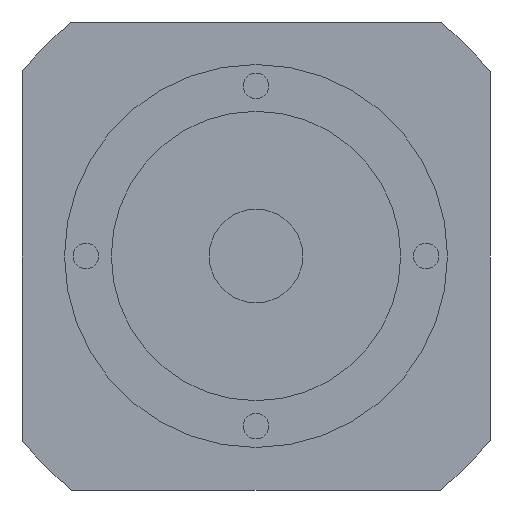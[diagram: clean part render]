
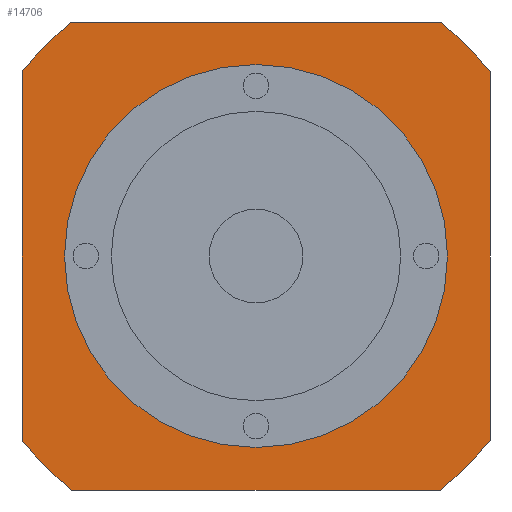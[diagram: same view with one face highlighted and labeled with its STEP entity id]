
A CAD part, front view. The second image highlights one B-rep face of the part: STEP entity #14706.
In plain terms, the highlighted planar face has unit normal (0, -1, 0).
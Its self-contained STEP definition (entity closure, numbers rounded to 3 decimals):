
#16 = EDGE_CURVE ( 'NONE', #1770, #3454, #11318, .T. ) ;
#44 = EDGE_CURVE ( 'NONE', #7526, #15467, #5120, .T. ) ;
#236 = PLANE ( 'NONE',  #6792 ) ;
#450 = AXIS2_PLACEMENT_3D ( 'NONE', #5520, #6634, #14930 ) ;
#744 = VERTEX_POINT ( 'NONE', #7772 ) ;
#1252 = CARTESIAN_POINT ( 'NONE',  ( -43.301, 140., -55. ) ) ;
#1259 = CARTESIAN_POINT ( 'NONE',  ( 0., 140., 0. ) ) ;
#1443 = EDGE_CURVE ( 'NONE', #14881, #4269, #4852, .T. ) ;
#1589 = FACE_OUTER_BOUND ( 'NONE', #6755, .T. ) ;
#1770 = VERTEX_POINT ( 'NONE', #3336 ) ;
#2119 = DIRECTION ( 'NONE',  ( 0., -1., 0. ) ) ;
#2549 = CARTESIAN_POINT ( 'NONE',  ( 0., 140., 45. ) ) ;
#2692 = ORIENTED_EDGE ( 'NONE', *, *, #6798, .F. ) ;
#2774 = FACE_BOUND ( 'NONE', #4905, .T. ) ;
#3336 = CARTESIAN_POINT ( 'NONE',  ( 0., 140., -45. ) ) ;
#3431 = CARTESIAN_POINT ( 'NONE',  ( 55., 140., 55. ) ) ;
#3454 = VERTEX_POINT ( 'NONE', #2549 ) ;
#3560 = DIRECTION ( 'NONE',  ( 0., 1., 0. ) ) ;
#3953 = ORIENTED_EDGE ( 'NONE', *, *, #4292, .F. ) ;
#4011 = CARTESIAN_POINT ( 'NONE',  ( -55., 140., -55. ) ) ;
#4269 = VERTEX_POINT ( 'NONE', #8155 ) ;
#4292 = EDGE_CURVE ( 'NONE', #4766, #8262, #12163, .T. ) ;
#4604 = LINE ( 'NONE', #5552, #14600 ) ;
#4708 = ORIENTED_EDGE ( 'NONE', *, *, #16, .F. ) ;
#4766 = VERTEX_POINT ( 'NONE', #15594 ) ;
#4852 = LINE ( 'NONE', #3431, #8545 ) ;
#4905 = EDGE_LOOP ( 'NONE', ( #4708, #8230 ) ) ;
#4994 = CIRCLE ( 'NONE', #10784, 70. ) ;
#5062 = CARTESIAN_POINT ( 'NONE',  ( 0., 140., 0. ) ) ;
#5120 = LINE ( 'NONE', #4011, #11817 ) ;
#5170 = LINE ( 'NONE', #12220, #11825 ) ;
#5222 = ORIENTED_EDGE ( 'NONE', *, *, #44, .F. ) ;
#5244 = CIRCLE ( 'NONE', #450, 45. ) ;
#5351 = DIRECTION ( 'NONE',  ( -1., 0., 0. ) ) ;
#5502 = EDGE_CURVE ( 'NONE', #15467, #744, #8333, .T. ) ;
#5520 = CARTESIAN_POINT ( 'NONE',  ( 0., 140., 0. ) ) ;
#5552 = CARTESIAN_POINT ( 'NONE',  ( -55., 140., 55. ) ) ;
#6280 = CARTESIAN_POINT ( 'NONE',  ( 43.301, 140., 55. ) ) ;
#6463 = DIRECTION ( 'NONE',  ( 0., 0., -1. ) ) ;
#6591 = CARTESIAN_POINT ( 'NONE',  ( 0., 140., 0. ) ) ;
#6618 = EDGE_CURVE ( 'NONE', #8262, #7620, #5170, .T. ) ;
#6634 = DIRECTION ( 'NONE',  ( 0., -1., 0. ) ) ;
#6755 = EDGE_LOOP ( 'NONE', ( #5222, #2692, #8736, #14772, #10365, #3953, #10251, #12518 ) ) ;
#6792 = AXIS2_PLACEMENT_3D ( 'NONE', #5062, #2119, #11705 ) ;
#6798 = EDGE_CURVE ( 'NONE', #4269, #7526, #4994, .T. ) ;
#7210 = EDGE_CURVE ( 'NONE', #7620, #14881, #9777, .T. ) ;
#7274 = DIRECTION ( 'NONE',  ( 0., 0., 1. ) ) ;
#7318 = CARTESIAN_POINT ( 'NONE',  ( 43.301, 140., -55. ) ) ;
#7348 = CARTESIAN_POINT ( 'NONE',  ( 0., 140., 0. ) ) ;
#7493 = DIRECTION ( 'NONE',  ( 0., -1., 0. ) ) ;
#7504 = DIRECTION ( 'NONE',  ( 0., 1., 0. ) ) ;
#7526 = VERTEX_POINT ( 'NONE', #7318 ) ;
#7620 = VERTEX_POINT ( 'NONE', #6280 ) ;
#7772 = CARTESIAN_POINT ( 'NONE',  ( -55., 140., -43.301 ) ) ;
#8155 = CARTESIAN_POINT ( 'NONE',  ( 55., 140., -43.301 ) ) ;
#8230 = ORIENTED_EDGE ( 'NONE', *, *, #8521, .F. ) ;
#8262 = VERTEX_POINT ( 'NONE', #11952 ) ;
#8333 = CIRCLE ( 'NONE', #14610, 70. ) ;
#8521 = EDGE_CURVE ( 'NONE', #3454, #1770, #5244, .T. ) ;
#8545 = VECTOR ( 'NONE', #14337, 1000. ) ;
#8736 = ORIENTED_EDGE ( 'NONE', *, *, #1443, .F. ) ;
#9277 = AXIS2_PLACEMENT_3D ( 'NONE', #7348, #13590, #7274 ) ;
#9447 = DIRECTION ( 'NONE',  ( 0., 0., 1. ) ) ;
#9506 = DIRECTION ( 'NONE',  ( 0., 0., 1. ) ) ;
#9777 = CIRCLE ( 'NONE', #9277, 70. ) ;
#9888 = DIRECTION ( 'NONE',  ( 0., 0., 1. ) ) ;
#10251 = ORIENTED_EDGE ( 'NONE', *, *, #13816, .F. ) ;
#10303 = AXIS2_PLACEMENT_3D ( 'NONE', #12555, #7493, #6463 ) ;
#10365 = ORIENTED_EDGE ( 'NONE', *, *, #6618, .F. ) ;
#10756 = CARTESIAN_POINT ( 'NONE',  ( 0., 140., 0. ) ) ;
#10784 = AXIS2_PLACEMENT_3D ( 'NONE', #6591, #15039, #15197 ) ;
#11318 = CIRCLE ( 'NONE', #10303, 45. ) ;
#11705 = DIRECTION ( 'NONE',  ( 0., 0., -1. ) ) ;
#11817 = VECTOR ( 'NONE', #5351, 1000. ) ;
#11825 = VECTOR ( 'NONE', #14800, 1000. ) ;
#11952 = CARTESIAN_POINT ( 'NONE',  ( -43.301, 140., 55. ) ) ;
#12163 = CIRCLE ( 'NONE', #15438, 70. ) ;
#12220 = CARTESIAN_POINT ( 'NONE',  ( -55., 140., 55. ) ) ;
#12518 = ORIENTED_EDGE ( 'NONE', *, *, #5502, .F. ) ;
#12555 = CARTESIAN_POINT ( 'NONE',  ( 0., 140., 0. ) ) ;
#13466 = CARTESIAN_POINT ( 'NONE',  ( 55., 140., 43.301 ) ) ;
#13590 = DIRECTION ( 'NONE',  ( 0., 1., 0. ) ) ;
#13816 = EDGE_CURVE ( 'NONE', #744, #4766, #4604, .T. ) ;
#14337 = DIRECTION ( 'NONE',  ( 0., 0., -1. ) ) ;
#14600 = VECTOR ( 'NONE', #9447, 1000. ) ;
#14610 = AXIS2_PLACEMENT_3D ( 'NONE', #1259, #7504, #9888 ) ;
#14706 = ADVANCED_FACE ( 'NONE', ( #2774, #1589 ), #236, .T. ) ;
#14772 = ORIENTED_EDGE ( 'NONE', *, *, #7210, .F. ) ;
#14800 = DIRECTION ( 'NONE',  ( 1., 0., 0. ) ) ;
#14881 = VERTEX_POINT ( 'NONE', #13466 ) ;
#14930 = DIRECTION ( 'NONE',  ( 0., 0., -1. ) ) ;
#15039 = DIRECTION ( 'NONE',  ( 0., 1., 0. ) ) ;
#15197 = DIRECTION ( 'NONE',  ( 0., 0., 1. ) ) ;
#15438 = AXIS2_PLACEMENT_3D ( 'NONE', #10756, #3560, #9506 ) ;
#15467 = VERTEX_POINT ( 'NONE', #1252 ) ;
#15594 = CARTESIAN_POINT ( 'NONE',  ( -55., 140., 43.301 ) ) ;
